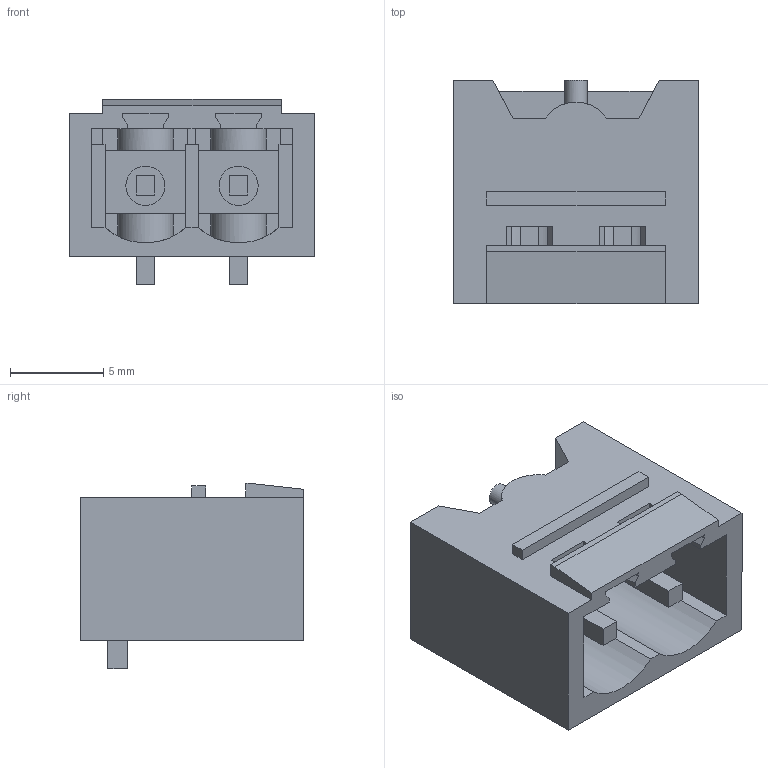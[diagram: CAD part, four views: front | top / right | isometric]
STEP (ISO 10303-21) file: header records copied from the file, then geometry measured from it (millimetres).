
FILE_DESCRIPTION(('CATIA V5 STEP Exchange','CAx-IF Rec.Pracs.--- Model Styling and Organization---1.2---2011-12-15'),'2;1');
FILE_NAME ('7592361_2_1797080000_1797080000.stp','2018-03-08T10:15:45+00:00',('none'),('Weidmueller'),'CATIA Version 5-6 Release 2014','CATIA V5 STEP AP214','none');
FILE_SCHEMA(('AUTOMOTIVE_DESIGN { 1 0 10303 214 1 1 1 1 }'));
Length unit declared in the file: millimetre
Products named in the file (1): 1797080000
Bounding box: 13.2 x 12 x 9.93 mm (x, y, z)
Volume: 604.7 mm3; surface area: 1262.9 mm2
Topology: 3 solids, 3 shells, 160 faces, 462 edges, 306 vertices
Faces by surface type: plane 144, cylinder 16
Entity records: 5033 total; most frequent: CARTESIAN_POINT 943, ORIENTED_EDGE 924, DIRECTION 701, EDGE_CURVE 462, VECTOR 409, LINE 409, VERTEX_POINT 306, AXIS2_PLACEMENT_3D 168
